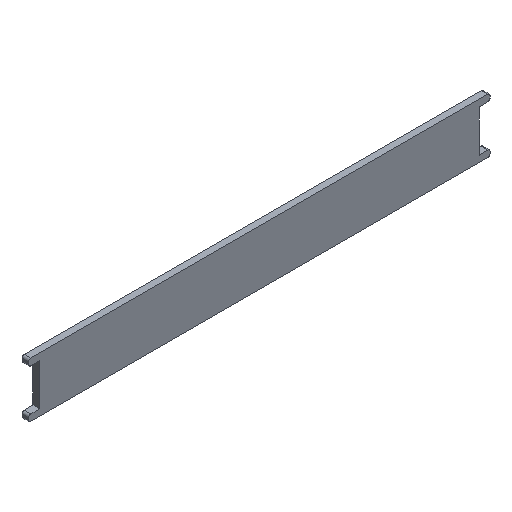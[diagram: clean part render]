
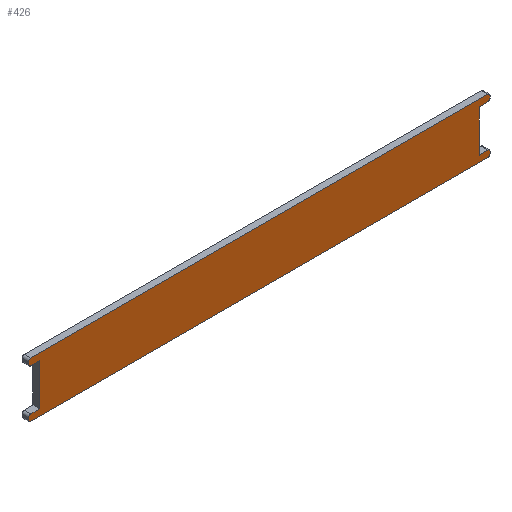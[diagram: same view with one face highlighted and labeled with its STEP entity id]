
A CAD part, isometric view. The second image highlights one B-rep face of the part: STEP entity #426.
In plain terms, the highlighted planar face has unit normal (0, -1, 0).
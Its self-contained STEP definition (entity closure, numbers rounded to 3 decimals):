
#15=CIRCLE('',#432,1.);
#17=CIRCLE('',#436,1.);
#19=CIRCLE('',#440,1.);
#21=CIRCLE('',#444,1.);
#23=CIRCLE('',#450,1.);
#25=CIRCLE('',#454,1.);
#27=CIRCLE('',#458,1.);
#29=CIRCLE('',#462,1.);
#60=FACE_OUTER_BOUND('',#82,.T.);
#82=EDGE_LOOP('',(#371,#372,#373,#374,#375,#376,#377,#378,#379,#380,#381,
#382,#383,#384,#385,#386,#387,#388,#389,#390));
#83=LINE('',#593,#127);
#87=LINE('',#601,#131);
#91=LINE('',#613,#135);
#95=LINE('',#625,#139);
#99=LINE('',#637,#143);
#103=LINE('',#649,#147);
#106=LINE('',#655,#150);
#109=LINE('',#661,#153);
#113=LINE('',#673,#157);
#117=LINE('',#685,#161);
#121=LINE('',#697,#165);
#125=LINE('',#708,#169);
#127=VECTOR('',#471,19.);
#131=VECTOR('',#477,4.);
#135=VECTOR('',#489,1.);
#139=VECTOR('',#501,208.);
#143=VECTOR('',#513,1.);
#147=VECTOR('',#525,4.);
#150=VECTOR('',#530,19.);
#153=VECTOR('',#535,4.);
#157=VECTOR('',#547,1.);
#161=VECTOR('',#559,208.);
#165=VECTOR('',#571,1.);
#169=VECTOR('',#583,4.);
#171=VERTEX_POINT('',#591);
#172=VERTEX_POINT('',#592);
#175=VERTEX_POINT('',#600);
#177=VERTEX_POINT('',#606);
#179=VERTEX_POINT('',#612);
#181=VERTEX_POINT('',#618);
#183=VERTEX_POINT('',#624);
#185=VERTEX_POINT('',#630);
#187=VERTEX_POINT('',#636);
#189=VERTEX_POINT('',#642);
#191=VERTEX_POINT('',#648);
#193=VERTEX_POINT('',#654);
#195=VERTEX_POINT('',#660);
#197=VERTEX_POINT('',#666);
#199=VERTEX_POINT('',#672);
#201=VERTEX_POINT('',#678);
#203=VERTEX_POINT('',#684);
#205=VERTEX_POINT('',#690);
#207=VERTEX_POINT('',#696);
#209=VERTEX_POINT('',#702);
#211=EDGE_CURVE('',#171,#172,#83,.T.);
#215=EDGE_CURVE('',#175,#171,#87,.T.);
#218=EDGE_CURVE('',#177,#175,#15,.T.);
#221=EDGE_CURVE('',#179,#177,#91,.T.);
#224=EDGE_CURVE('',#181,#179,#17,.T.);
#227=EDGE_CURVE('',#183,#181,#95,.T.);
#230=EDGE_CURVE('',#185,#183,#19,.T.);
#233=EDGE_CURVE('',#187,#185,#99,.T.);
#236=EDGE_CURVE('',#189,#187,#21,.T.);
#239=EDGE_CURVE('',#191,#189,#103,.T.);
#242=EDGE_CURVE('',#193,#191,#106,.T.);
#245=EDGE_CURVE('',#195,#193,#109,.T.);
#248=EDGE_CURVE('',#197,#195,#23,.T.);
#251=EDGE_CURVE('',#199,#197,#113,.T.);
#254=EDGE_CURVE('',#201,#199,#25,.T.);
#257=EDGE_CURVE('',#203,#201,#117,.T.);
#260=EDGE_CURVE('',#205,#203,#27,.T.);
#263=EDGE_CURVE('',#207,#205,#121,.T.);
#266=EDGE_CURVE('',#209,#207,#29,.T.);
#269=EDGE_CURVE('',#172,#209,#125,.T.);
#371=ORIENTED_EDGE('',*,*,#269,.F.);
#372=ORIENTED_EDGE('',*,*,#211,.F.);
#373=ORIENTED_EDGE('',*,*,#215,.F.);
#374=ORIENTED_EDGE('',*,*,#218,.F.);
#375=ORIENTED_EDGE('',*,*,#221,.F.);
#376=ORIENTED_EDGE('',*,*,#224,.F.);
#377=ORIENTED_EDGE('',*,*,#227,.F.);
#378=ORIENTED_EDGE('',*,*,#230,.F.);
#379=ORIENTED_EDGE('',*,*,#233,.F.);
#380=ORIENTED_EDGE('',*,*,#236,.F.);
#381=ORIENTED_EDGE('',*,*,#239,.F.);
#382=ORIENTED_EDGE('',*,*,#242,.F.);
#383=ORIENTED_EDGE('',*,*,#245,.F.);
#384=ORIENTED_EDGE('',*,*,#248,.F.);
#385=ORIENTED_EDGE('',*,*,#251,.F.);
#386=ORIENTED_EDGE('',*,*,#254,.F.);
#387=ORIENTED_EDGE('',*,*,#257,.F.);
#388=ORIENTED_EDGE('',*,*,#260,.F.);
#389=ORIENTED_EDGE('',*,*,#263,.F.);
#390=ORIENTED_EDGE('',*,*,#266,.F.);
#404=PLANE('',#466);
#426=ADVANCED_FACE('',(#60),#404,.F.);
#432=AXIS2_PLACEMENT_3D('',#607,#482,#483);
#436=AXIS2_PLACEMENT_3D('',#619,#494,#495);
#440=AXIS2_PLACEMENT_3D('',#631,#506,#507);
#444=AXIS2_PLACEMENT_3D('',#643,#518,#519);
#450=AXIS2_PLACEMENT_3D('',#667,#540,#541);
#454=AXIS2_PLACEMENT_3D('',#679,#552,#553);
#458=AXIS2_PLACEMENT_3D('',#691,#564,#565);
#462=AXIS2_PLACEMENT_3D('',#703,#576,#577);
#466=AXIS2_PLACEMENT_3D('',#711,#587,#588);
#471=DIRECTION('',(0.,0.,-1.));
#477=DIRECTION('',(-1.,0.,0.));
#482=DIRECTION('center_axis',(0.,1.,0.));
#483=DIRECTION('ref_axis',(1.,0.,0.));
#489=DIRECTION('',(0.,0.,-1.));
#494=DIRECTION('center_axis',(0.,1.,0.));
#495=DIRECTION('ref_axis',(0.,0.,1.));
#501=DIRECTION('',(1.,0.,0.));
#506=DIRECTION('center_axis',(0.,1.,0.));
#507=DIRECTION('ref_axis',(-1.,0.,0.));
#513=DIRECTION('',(0.,0.,1.));
#518=DIRECTION('center_axis',(0.,1.,0.));
#519=DIRECTION('ref_axis',(0.,0.,-1.));
#525=DIRECTION('',(-1.,0.,0.));
#530=DIRECTION('',(0.,0.,1.));
#535=DIRECTION('',(1.,0.,0.));
#540=DIRECTION('center_axis',(0.,1.,0.));
#541=DIRECTION('ref_axis',(-1.,0.,0.));
#547=DIRECTION('',(0.,0.,1.));
#552=DIRECTION('center_axis',(0.,1.,0.));
#553=DIRECTION('ref_axis',(0.,0.,-1.));
#559=DIRECTION('',(-1.,0.,0.));
#564=DIRECTION('center_axis',(0.,1.,0.));
#565=DIRECTION('ref_axis',(1.,0.,0.));
#571=DIRECTION('',(0.,0.,-1.));
#576=DIRECTION('center_axis',(0.,1.,0.));
#577=DIRECTION('ref_axis',(0.,0.,1.));
#583=DIRECTION('',(1.,0.,0.));
#587=DIRECTION('center_axis',(0.,1.,0.));
#588=DIRECTION('ref_axis',(0.,0.,1.));
#591=CARTESIAN_POINT('',(-5.,0.,22.));
#592=CARTESIAN_POINT('',(-5.,0.,3.));
#593=CARTESIAN_POINT('',(-5.,0.,22.));
#600=CARTESIAN_POINT('',(-1.,0.,22.));
#601=CARTESIAN_POINT('',(-1.,0.,22.));
#606=CARTESIAN_POINT('',(0.,0.,23.));
#607=CARTESIAN_POINT('Origin',(-1.,0.,23.));
#612=CARTESIAN_POINT('',(0.,0.,24.));
#613=CARTESIAN_POINT('',(0.,0.,24.));
#618=CARTESIAN_POINT('',(-1.,0.,25.));
#619=CARTESIAN_POINT('Origin',(-1.,0.,24.));
#624=CARTESIAN_POINT('',(-209.,0.,25.));
#625=CARTESIAN_POINT('',(-209.,0.,25.));
#630=CARTESIAN_POINT('',(-210.,0.,24.));
#631=CARTESIAN_POINT('Origin',(-209.,0.,24.));
#636=CARTESIAN_POINT('',(-210.,0.,23.));
#637=CARTESIAN_POINT('',(-210.,0.,23.));
#642=CARTESIAN_POINT('',(-209.,0.,22.));
#643=CARTESIAN_POINT('Origin',(-209.,0.,23.));
#648=CARTESIAN_POINT('',(-205.,0.,22.));
#649=CARTESIAN_POINT('',(-205.,0.,22.));
#654=CARTESIAN_POINT('',(-205.,0.,3.));
#655=CARTESIAN_POINT('',(-205.,0.,3.));
#660=CARTESIAN_POINT('',(-209.,0.,3.));
#661=CARTESIAN_POINT('',(-209.,0.,3.));
#666=CARTESIAN_POINT('',(-210.,0.,2.));
#667=CARTESIAN_POINT('Origin',(-209.,0.,2.));
#672=CARTESIAN_POINT('',(-210.,0.,1.));
#673=CARTESIAN_POINT('',(-210.,0.,1.));
#678=CARTESIAN_POINT('',(-209.,0.,0.));
#679=CARTESIAN_POINT('Origin',(-209.,0.,1.));
#684=CARTESIAN_POINT('',(-1.,0.,0.));
#685=CARTESIAN_POINT('',(-1.,0.,0.));
#690=CARTESIAN_POINT('',(0.,0.,1.));
#691=CARTESIAN_POINT('Origin',(-1.,0.,1.));
#696=CARTESIAN_POINT('',(0.,0.,2.));
#697=CARTESIAN_POINT('',(0.,0.,2.));
#702=CARTESIAN_POINT('',(-1.,0.,3.));
#703=CARTESIAN_POINT('Origin',(-1.,0.,2.));
#708=CARTESIAN_POINT('',(-5.,0.,3.));
#711=CARTESIAN_POINT('Origin',(-105.,0.,12.5));
